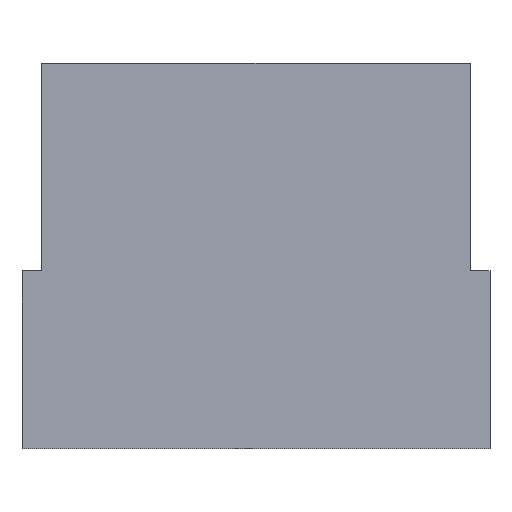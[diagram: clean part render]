
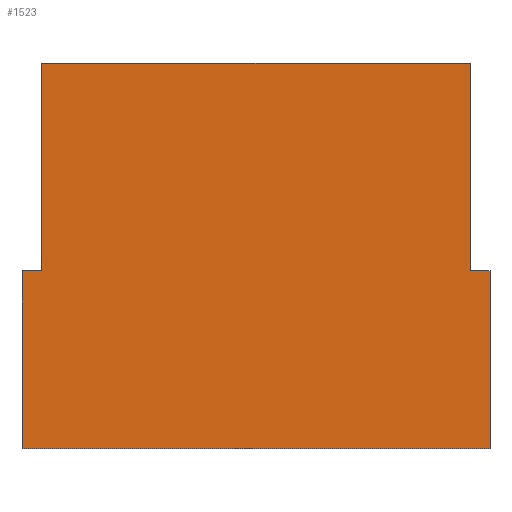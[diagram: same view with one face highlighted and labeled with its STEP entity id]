
A CAD part, front view. The second image highlights one B-rep face of the part: STEP entity #1523.
In plain terms, the highlighted planar face has unit normal (0, -1, 0).
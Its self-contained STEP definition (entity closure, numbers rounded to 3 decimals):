
#30 = VERTEX_POINT ( 'NONE', #43 ) ;
#33 = VERTEX_POINT ( 'NONE', #2308 ) ;
#43 = CARTESIAN_POINT ( 'NONE',  ( 130., -2., -63. ) ) ;
#145 = LINE ( 'NONE', #1498, #1281 ) ;
#151 = VECTOR ( 'NONE', #463, 1000. ) ;
#235 = VECTOR ( 'NONE', #2400, 1000. ) ;
#346 = VERTEX_POINT ( 'NONE', #2226 ) ;
#406 = CARTESIAN_POINT ( 'NONE',  ( -8., -2., -63. ) ) ;
#411 = CARTESIAN_POINT ( 'NONE',  ( -6., -2., -117. ) ) ;
#414 = EDGE_CURVE ( 'NONE', #346, #33, #145, .T. ) ;
#463 = DIRECTION ( 'NONE',  ( 0., 0., 1. ) ) ;
#471 = CARTESIAN_POINT ( 'NONE',  ( 130., -2., -117. ) ) ;
#556 = VECTOR ( 'NONE', #871, 1000. ) ;
#586 = DIRECTION ( 'NONE',  ( 1., 0., 0. ) ) ;
#590 = DIRECTION ( 'NONE',  ( -1., 0., 0. ) ) ;
#595 = ORIENTED_EDGE ( 'NONE', *, *, #1093, .F. ) ;
#617 = PLANE ( 'NONE',  #1967 ) ;
#662 = EDGE_CURVE ( 'NONE', #1686, #30, #2210, .T. ) ;
#713 = VECTOR ( 'NONE', #586, 1000. ) ;
#754 = LINE ( 'NONE', #2041, #713 ) ;
#776 = EDGE_CURVE ( 'NONE', #1611, #1686, #754, .T. ) ;
#871 = DIRECTION ( 'NONE',  ( 0., 0., -1. ) ) ;
#899 = LINE ( 'NONE', #2193, #151 ) ;
#988 = DIRECTION ( 'NONE',  ( 1., 0., 0. ) ) ;
#1083 = DIRECTION ( 'NONE',  ( 0., 0., 1. ) ) ;
#1093 = EDGE_CURVE ( 'NONE', #2164, #1611, #899, .T. ) ;
#1281 = VECTOR ( 'NONE', #1083, 1000. ) ;
#1288 = CARTESIAN_POINT ( 'NONE',  ( 138., -2., -63. ) ) ;
#1425 = EDGE_CURVE ( 'NONE', #346, #1545, #1933, .T. ) ;
#1426 = CARTESIAN_POINT ( 'NONE',  ( 0., -2., 0. ) ) ;
#1458 = ORIENTED_EDGE ( 'NONE', *, *, #1425, .F. ) ;
#1461 = LINE ( 'NONE', #1288, #1907 ) ;
#1480 = CARTESIAN_POINT ( 'NONE',  ( 130., -2., 0. ) ) ;
#1498 = CARTESIAN_POINT ( 'NONE',  ( 136., -2., -117. ) ) ;
#1501 = CARTESIAN_POINT ( 'NONE',  ( -6., -2., -63. ) ) ;
#1503 = VECTOR ( 'NONE', #988, 1000. ) ;
#1508 = CARTESIAN_POINT ( 'NONE',  ( 0., -2., -117. ) ) ;
#1523 = ADVANCED_FACE ( 'NONE', ( #2152 ), #617, .T. ) ;
#1545 = VERTEX_POINT ( 'NONE', #411 ) ;
#1549 = EDGE_LOOP ( 'NONE', ( #1458, #1893, #1732, #1806, #1916, #595, #2346, #1564 ) ) ;
#1564 = ORIENTED_EDGE ( 'NONE', *, *, #1579, .F. ) ;
#1579 = EDGE_CURVE ( 'NONE', #1545, #2222, #1583, .T. ) ;
#1583 = LINE ( 'NONE', #2390, #235 ) ;
#1611 = VERTEX_POINT ( 'NONE', #1426 ) ;
#1653 = EDGE_CURVE ( 'NONE', #33, #30, #1461, .T. ) ;
#1686 = VERTEX_POINT ( 'NONE', #1480 ) ;
#1732 = ORIENTED_EDGE ( 'NONE', *, *, #1653, .T. ) ;
#1806 = ORIENTED_EDGE ( 'NONE', *, *, #662, .F. ) ;
#1820 = CARTESIAN_POINT ( 'NONE',  ( 0., -2., -63. ) ) ;
#1833 = DIRECTION ( 'NONE',  ( -1., 0., 0. ) ) ;
#1893 = ORIENTED_EDGE ( 'NONE', *, *, #414, .T. ) ;
#1907 = VECTOR ( 'NONE', #1833, 1000. ) ;
#1916 = ORIENTED_EDGE ( 'NONE', *, *, #776, .F. ) ;
#1933 = LINE ( 'NONE', #1508, #2047 ) ;
#1967 = AXIS2_PLACEMENT_3D ( 'NONE', #2000, #2184, #2165 ) ;
#2000 = CARTESIAN_POINT ( 'NONE',  ( 0., -2., 0. ) ) ;
#2041 = CARTESIAN_POINT ( 'NONE',  ( 130., -2., 0. ) ) ;
#2047 = VECTOR ( 'NONE', #590, 1000. ) ;
#2053 = EDGE_CURVE ( 'NONE', #2222, #2164, #2138, .T. ) ;
#2138 = LINE ( 'NONE', #406, #1503 ) ;
#2152 = FACE_OUTER_BOUND ( 'NONE', #1549, .T. ) ;
#2164 = VERTEX_POINT ( 'NONE', #1820 ) ;
#2165 = DIRECTION ( 'NONE',  ( 0., 0., -1. ) ) ;
#2184 = DIRECTION ( 'NONE',  ( 0., -1., 0. ) ) ;
#2193 = CARTESIAN_POINT ( 'NONE',  ( 0., -2., 0. ) ) ;
#2210 = LINE ( 'NONE', #471, #556 ) ;
#2222 = VERTEX_POINT ( 'NONE', #1501 ) ;
#2226 = CARTESIAN_POINT ( 'NONE',  ( 136., -2., -117. ) ) ;
#2308 = CARTESIAN_POINT ( 'NONE',  ( 136., -2., -63. ) ) ;
#2346 = ORIENTED_EDGE ( 'NONE', *, *, #2053, .F. ) ;
#2390 = CARTESIAN_POINT ( 'NONE',  ( -6., -2., -117. ) ) ;
#2400 = DIRECTION ( 'NONE',  ( 0., 0., 1. ) ) ;
